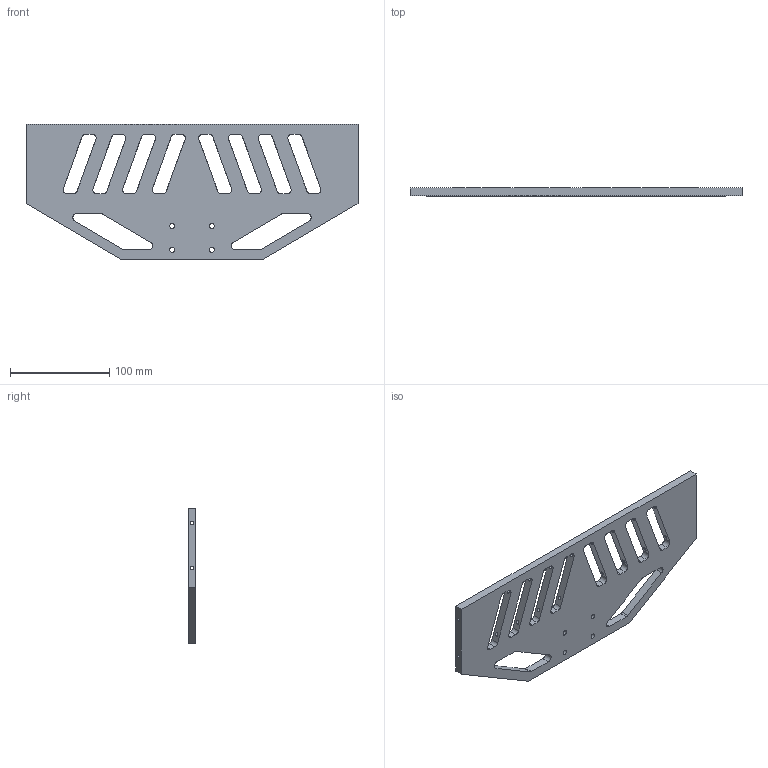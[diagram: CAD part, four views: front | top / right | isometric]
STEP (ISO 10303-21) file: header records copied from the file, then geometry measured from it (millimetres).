
FILE_DESCRIPTION (( 'STEP AP203' ), '1' );
FILE_NAME ('screw_table_mount.STEP', '2018-11-24T13:02:26', ( '' ), ( '' ), 'SwSTEP 2.0', 'SolidWorks 2016', '' );
FILE_SCHEMA (( 'CONFIG_CONTROL_DESIGN' ));
Length unit declared in the file: millimetre
Products named in the file (1): screw_table_mount
Bounding box: 335 x 8 x 136.58 mm (x, y, z)
Volume: 239634.3 mm3; surface area: 84866.9 mm2
Topology: 1 solids, 1 shells, 132 faces, 414 edges, 276 vertices
Faces by surface type: cylinder 84, plane 48
Entity records: 5015 total; most frequent: CARTESIAN_POINT 1255, ORIENTED_EDGE 828, DIRECTION 704, EDGE_CURVE 414, VERTEX_POINT 276, AXIS2_PLACEMENT_3D 237, VECTOR 230, LINE 230
